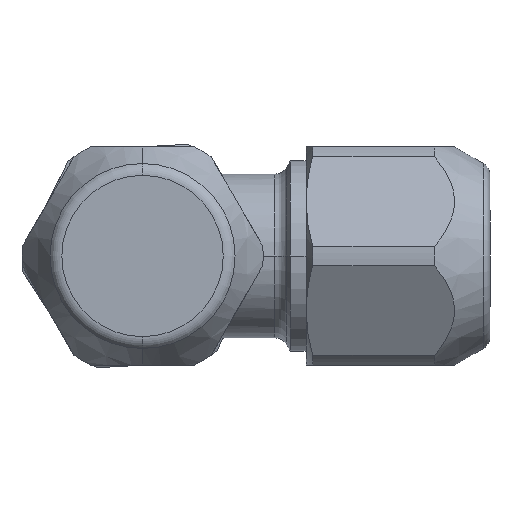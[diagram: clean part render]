
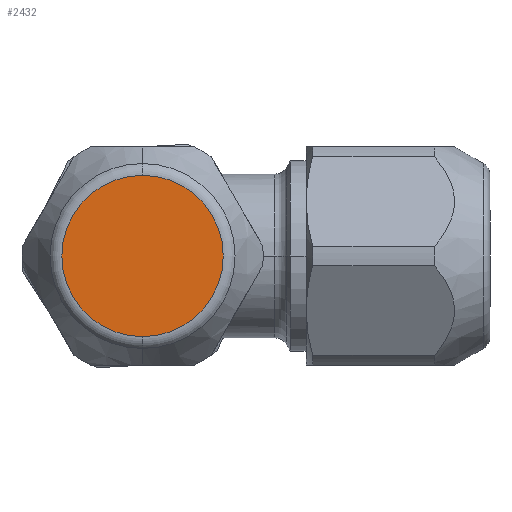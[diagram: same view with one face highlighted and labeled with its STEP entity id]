
A CAD part, left-side view. The second image highlights one B-rep face of the part: STEP entity #2432.
In plain terms, the highlighted planar face has unit normal (-1, 0, 0).
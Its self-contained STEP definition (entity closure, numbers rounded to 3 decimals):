
#252 = EDGE_CURVE ( 'NONE', #2758, #2757, #4312, .T. ) ;
#255 = EDGE_CURVE ( 'NONE', #2757, #2758, #4314, .T. ) ;
#1595 = CARTESIAN_POINT ( 'NONE',  ( -25.5, 0., 0. ) ) ;
#1596 = DIRECTION ( 'NONE',  ( -1., 0., 0. ) ) ;
#1597 = DIRECTION ( 'NONE',  ( 0., 0., 1. ) ) ;
#1606 = CARTESIAN_POINT ( 'NONE',  ( -25.5, 0., 0. ) ) ;
#1607 = DIRECTION ( 'NONE',  ( -1., 0., 0. ) ) ;
#1608 = DIRECTION ( 'NONE',  ( 0., 0., 1. ) ) ;
#2091 = CARTESIAN_POINT ( 'NONE',  ( -25.5, 0., 0. ) ) ;
#2094 = PLANE ( 'NONE',  #4785 ) ;
#2096 = DIRECTION ( 'NONE',  ( -1., 0., 0. ) ) ;
#2097 = DIRECTION ( 'NONE',  ( 0., -1., 0. ) ) ;
#2099 = CARTESIAN_POINT ( 'NONE',  ( -25.5, 0., -5.923 ) ) ;
#2103 = CARTESIAN_POINT ( 'NONE',  ( -25.5, 0., 5.923 ) ) ;
#2432 = ADVANCED_FACE ( 'NONE', ( #3682 ), #2094, .T. ) ;
#2541 = EDGE_LOOP ( 'NONE', ( #2750, #2751 ) ) ;
#2750 = ORIENTED_EDGE ( 'NONE', *, *, #255, .T. ) ;
#2751 = ORIENTED_EDGE ( 'NONE', *, *, #252, .T. ) ;
#2757 = VERTEX_POINT ( 'NONE', #2103 ) ;
#2758 = VERTEX_POINT ( 'NONE', #2099 ) ;
#2922 = AXIS2_PLACEMENT_3D ( 'NONE', #1595, #1596, #1597 ) ;
#2925 = AXIS2_PLACEMENT_3D ( 'NONE', #1606, #1607, #1608 ) ;
#3682 = FACE_OUTER_BOUND ( 'NONE', #2541, .T. ) ;
#4312 = CIRCLE ( 'NONE', #2922, 5.923 ) ;
#4314 = CIRCLE ( 'NONE', #2925, 5.923 ) ;
#4785 = AXIS2_PLACEMENT_3D ( 'NONE', #2091, #2096, #2097 ) ;
